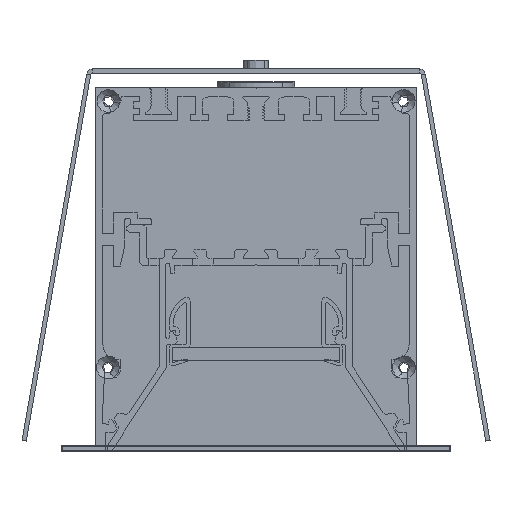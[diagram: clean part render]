
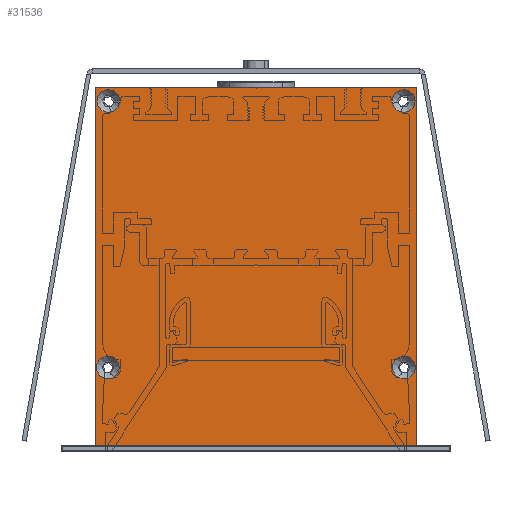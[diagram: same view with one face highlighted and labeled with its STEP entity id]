
A CAD part, front view. The second image highlights one B-rep face of the part: STEP entity #31536.
In plain terms, the highlighted planar face has unit normal (0, -1, 0).
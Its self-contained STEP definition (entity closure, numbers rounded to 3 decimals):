
#142=FACE_BOUND('',#3348,.T.);
#143=FACE_BOUND('',#3349,.T.);
#144=FACE_BOUND('',#3350,.T.);
#145=FACE_BOUND('',#3351,.T.);
#510=PLANE('',#33805);
#1665=FACE_OUTER_BOUND('',#3347,.T.);
#3347=EDGE_LOOP('',(#23887,#23888,#23889,#23890));
#3348=EDGE_LOOP('',(#23891));
#3349=EDGE_LOOP('',(#23892));
#3350=EDGE_LOOP('',(#23893));
#3351=EDGE_LOOP('',(#23894));
#5885=LINE('',#50995,#8854);
#5901=LINE('',#51052,#8870);
#5904=LINE('',#51058,#8873);
#5905=LINE('',#51059,#8874);
#8854=VECTOR('',#39057,10.);
#8870=VECTOR('',#39121,10.);
#8873=VECTOR('',#39126,10.);
#8874=VECTOR('',#39127,10.);
#11162=CIRCLE('',#33784,2.75);
#11165=CIRCLE('',#33789,2.75);
#11168=CIRCLE('',#33794,2.75);
#11171=CIRCLE('',#33799,2.75);
#13440=VERTEX_POINT('',#50992);
#13441=VERTEX_POINT('',#50994);
#13445=VERTEX_POINT('',#51007);
#13448=VERTEX_POINT('',#51017);
#13451=VERTEX_POINT('',#51027);
#13454=VERTEX_POINT('',#51037);
#13458=VERTEX_POINT('',#51051);
#13460=VERTEX_POINT('',#51057);
#17238=EDGE_CURVE('',#13441,#13440,#5885,.T.);
#17244=EDGE_CURVE('',#13445,#13445,#11162,.T.);
#17249=EDGE_CURVE('',#13448,#13448,#11165,.T.);
#17254=EDGE_CURVE('',#13451,#13451,#11168,.T.);
#17259=EDGE_CURVE('',#13454,#13454,#11171,.T.);
#17266=EDGE_CURVE('',#13458,#13441,#5901,.T.);
#17269=EDGE_CURVE('',#13440,#13460,#5904,.T.);
#17270=EDGE_CURVE('',#13460,#13458,#5905,.T.);
#23887=ORIENTED_EDGE('',*,*,#17238,.T.);
#23888=ORIENTED_EDGE('',*,*,#17269,.T.);
#23889=ORIENTED_EDGE('',*,*,#17270,.T.);
#23890=ORIENTED_EDGE('',*,*,#17266,.T.);
#23891=ORIENTED_EDGE('',*,*,#17244,.T.);
#23892=ORIENTED_EDGE('',*,*,#17249,.T.);
#23893=ORIENTED_EDGE('',*,*,#17254,.T.);
#23894=ORIENTED_EDGE('',*,*,#17259,.T.);
#31536=ADVANCED_FACE('',(#1665,#142,#143,#144,#145),#510,.T.);
#33784=AXIS2_PLACEMENT_3D('',#51008,#39069,#39070);
#33789=AXIS2_PLACEMENT_3D('',#51018,#39081,#39082);
#33794=AXIS2_PLACEMENT_3D('',#51028,#39093,#39094);
#33799=AXIS2_PLACEMENT_3D('',#51038,#39105,#39106);
#33805=AXIS2_PLACEMENT_3D('',#51056,#39124,#39125);
#39057=DIRECTION('',(1.,0.,0.));
#39069=DIRECTION('center_axis',(0.,1.,0.));
#39070=DIRECTION('ref_axis',(-1.,0.,0.));
#39081=DIRECTION('center_axis',(0.,1.,0.));
#39082=DIRECTION('ref_axis',(-1.,0.,0.));
#39093=DIRECTION('center_axis',(0.,1.,0.));
#39094=DIRECTION('ref_axis',(-1.,0.,0.));
#39105=DIRECTION('center_axis',(0.,1.,0.));
#39106=DIRECTION('ref_axis',(-1.,0.,0.));
#39121=DIRECTION('',(0.,0.,-1.));
#39124=DIRECTION('center_axis',(0.,-1.,0.));
#39125=DIRECTION('ref_axis',(0.,0.,1.));
#39126=DIRECTION('',(0.,0.,1.));
#39127=DIRECTION('',(-1.,0.,0.));
#50992=CARTESIAN_POINT('',(38.,-2110.,-84.6));
#50994=CARTESIAN_POINT('',(-38.,-2110.,-84.6));
#50995=CARTESIAN_POINT('',(0.,-2110.,-84.6));
#51007=CARTESIAN_POINT('',(-32.15,-2110.,-3.1));
#51008=CARTESIAN_POINT('Origin',(-34.9,-2110.,-3.1));
#51017=CARTESIAN_POINT('',(37.75,-2110.,-66.1));
#51018=CARTESIAN_POINT('Origin',(35.,-2110.,-66.1));
#51027=CARTESIAN_POINT('',(-32.25,-2110.,-66.1));
#51028=CARTESIAN_POINT('Origin',(-35.,-2110.,-66.1));
#51037=CARTESIAN_POINT('',(37.65,-2110.,-3.1));
#51038=CARTESIAN_POINT('Origin',(34.9,-2110.,-3.1));
#51051=CARTESIAN_POINT('',(-38.,-2110.,0.));
#51052=CARTESIAN_POINT('',(-38.,-2110.,-86.));
#51056=CARTESIAN_POINT('Origin',(0.,-2110.,-43.));
#51057=CARTESIAN_POINT('',(38.,-2110.,0.));
#51058=CARTESIAN_POINT('',(38.,-2110.,0.));
#51059=CARTESIAN_POINT('',(-38.,-2110.,0.));
